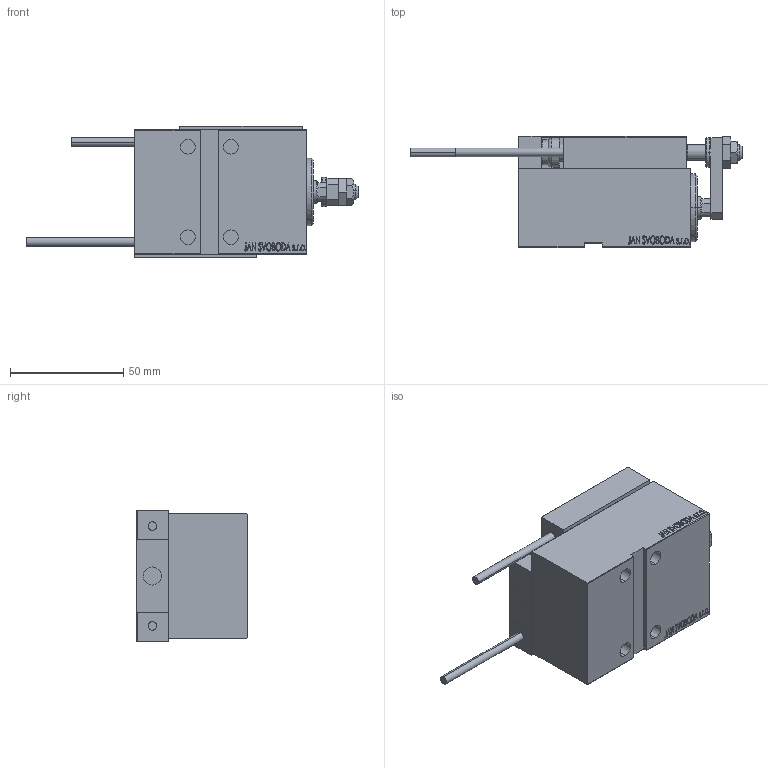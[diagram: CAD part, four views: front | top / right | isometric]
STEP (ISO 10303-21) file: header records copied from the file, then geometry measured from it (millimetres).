
FILE_DESCRIPTION (( 'STEP AP203' ), '1' );
FILE_NAME ('ac53.STEP', '2024-02-12T13:46:52', ( '' ), ( '' ), 'SwSTEP 2.0', 'SolidWorks 2019', '' );
FILE_SCHEMA (( 'CONFIG_CONTROL_DESIGN' ));
Length unit declared in the file: millimetre
Products named in the file (16): V450CM_VC_B a850b4437262ede5c9e48249e1547ea9; V450CM_E_VCP a850b4437262ede5c9e48249e1547ea9; MAGNET a850b4437262ede5c9e48249e1547ea9; ALLEN BOLT D8 a850b4437262ede5c9e48249e1547ea9; SWITCH DIM B,W a850b4437262ede5c9e48249e1547ea9; ac53; SWITCH X a850b4437262ede5c9e48249e1547ea9; ZARAZKA a850b4437262ede5c9e48249e1547ea9; V450CM_E_Body a850b4437262ede5c9e48249e1547ea9; ALLEN BOLT D5 a850b4437262ede5c9e48249e1547ea9; TYC_L79 a850b4437262ede5c9e48249e1547ea9; NUT_D10 a850b4437262ede5c9e48249e1547ea9; NUT_D12 a850b4437262ede5c9e48249e1547ea9; KONCOVKA a850b4437262ede5c9e48249e1547ea9; Block a850b4437262ede5c9e48249e1547ea9; SWITCH_X_FRONT_BACK a850b4437262ede5c9e48249e1547ea9
Assembly tree (25 placements, depth 3):
  ac53
    V450CM_E_Body a850b4437262ede5c9e48249e1547ea9
    V450CM_E_VCP a850b4437262ede5c9e48249e1547ea9
    V450CM_VC_B a850b4437262ede5c9e48249e1547ea9
    SWITCH X a850b4437262ede5c9e48249e1547ea9
      SWITCH_X_FRONT_BACK a850b4437262ede5c9e48249e1547ea9  x2
      TYC_L79 a850b4437262ede5c9e48249e1547ea9
      Block a850b4437262ede5c9e48249e1547ea9  x2
      ALLEN BOLT D5 a850b4437262ede5c9e48249e1547ea9  x4
      ALLEN BOLT D8 a850b4437262ede5c9e48249e1547ea9  x4
      MAGNET a850b4437262ede5c9e48249e1547ea9  x2
      KONCOVKA a850b4437262ede5c9e48249e1547ea9  x2
    SWITCH DIM B,W a850b4437262ede5c9e48249e1547ea9
    ZARAZKA a850b4437262ede5c9e48249e1547ea9
    NUT_D10 a850b4437262ede5c9e48249e1547ea9
    NUT_D12 a850b4437262ede5c9e48249e1547ea9
Bounding box: 146.7 x 49 x 58 mm (x, y, z)
Volume: 177542.1 mm3; surface area: 54637.3 mm2
Topology: 24 solids, 24 shells, 1296 faces, 3108 edges, 1986 vertices
Faces by surface type: plane 571, bspline 380, cylinder 184, cone 113, torus 44, sphere 4
Entity records: 50227 total; most frequent: CARTESIAN_POINT 25516, ORIENTED_EDGE 5236, DIRECTION 3515, EDGE_CURVE 2618, VERTEX_POINT 1710, VECTOR 1513, LINE 1513, EDGE_LOOP 1206
